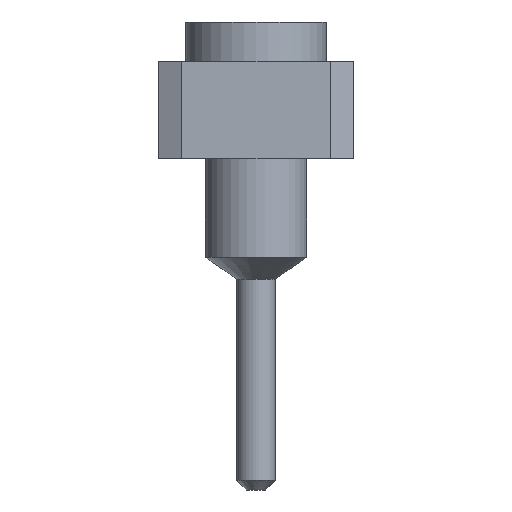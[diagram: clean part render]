
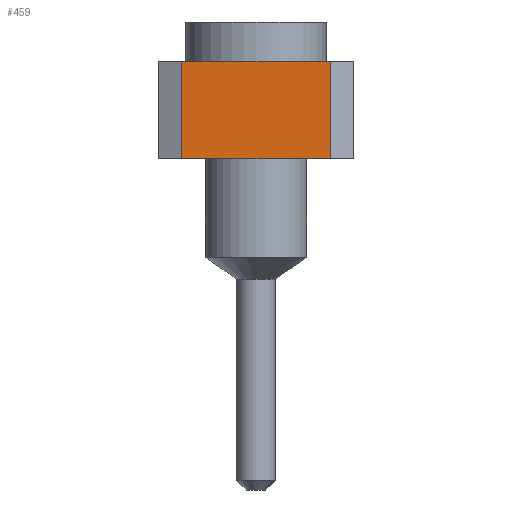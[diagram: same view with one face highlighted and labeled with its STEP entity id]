
A CAD part, left-side view. The second image highlights one B-rep face of the part: STEP entity #459.
In plain terms, the highlighted planar face has unit normal (-1, 0, 0).
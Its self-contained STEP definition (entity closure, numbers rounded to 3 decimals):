
#459=ADVANCED_FACE('',(#1016),#1018,.T.);
#1016=FACE_BOUND('',#1017,.T.);
#1017=EDGE_LOOP('',(#1509,#1510,#1511,#1512));
#1018=PLANE('',#1019);
#1019=AXIS2_PLACEMENT_3D('',#1020,#1021,#1022);
#1020=CARTESIAN_POINT('',(-1.385,0.97,1.57));
#1021=DIRECTION('',(-1.,0.,0.));
#1022=DIRECTION('',(0.,-1.,0.));
#1509=ORIENTED_EDGE('',*,*,#1704,.T.);
#1510=ORIENTED_EDGE('',*,*,#1735,.T.);
#1511=ORIENTED_EDGE('',*,*,#1653,.F.);
#1512=ORIENTED_EDGE('',*,*,#1734,.F.);
#1653=EDGE_CURVE('',#1829,#1831,#1832,.T.);
#1704=EDGE_CURVE('',#1928,#1926,#1929,.T.);
#1734=EDGE_CURVE('',#1928,#1829,#1971,.T.);
#1735=EDGE_CURVE('',#1926,#1831,#1972,.T.);
#1829=VERTEX_POINT('',#2152);
#1831=VERTEX_POINT('',#2156);
#1832=LINE('',#2157,#2158);
#1926=VERTEX_POINT('',#2364);
#1928=VERTEX_POINT('',#2368);
#1929=LINE('',#2369,#2370);
#1971=LINE('',#2477,#2478);
#1972=LINE('',#2480,#2481);
#2152=CARTESIAN_POINT('',(-1.385,0.97,2.84));
#2156=CARTESIAN_POINT('',(-1.385,-0.97,2.84));
#2157=CARTESIAN_POINT('',(-1.385,0.97,2.84));
#2158=VECTOR('',#2159,1.);
#2159=DIRECTION('',(0.,-1.,0.));
#2364=CARTESIAN_POINT('',(-1.385,-0.97,1.57));
#2368=CARTESIAN_POINT('',(-1.385,0.97,1.57));
#2369=CARTESIAN_POINT('',(-1.385,0.97,1.57));
#2370=VECTOR('',#2371,1.);
#2371=DIRECTION('',(0.,-1.,0.));
#2477=CARTESIAN_POINT('',(-1.385,0.97,1.57));
#2478=VECTOR('',#2479,1.);
#2479=DIRECTION('',(0.,0.,1.));
#2480=CARTESIAN_POINT('',(-1.385,-0.97,1.57));
#2481=VECTOR('',#2482,1.);
#2482=DIRECTION('',(0.,0.,1.));
